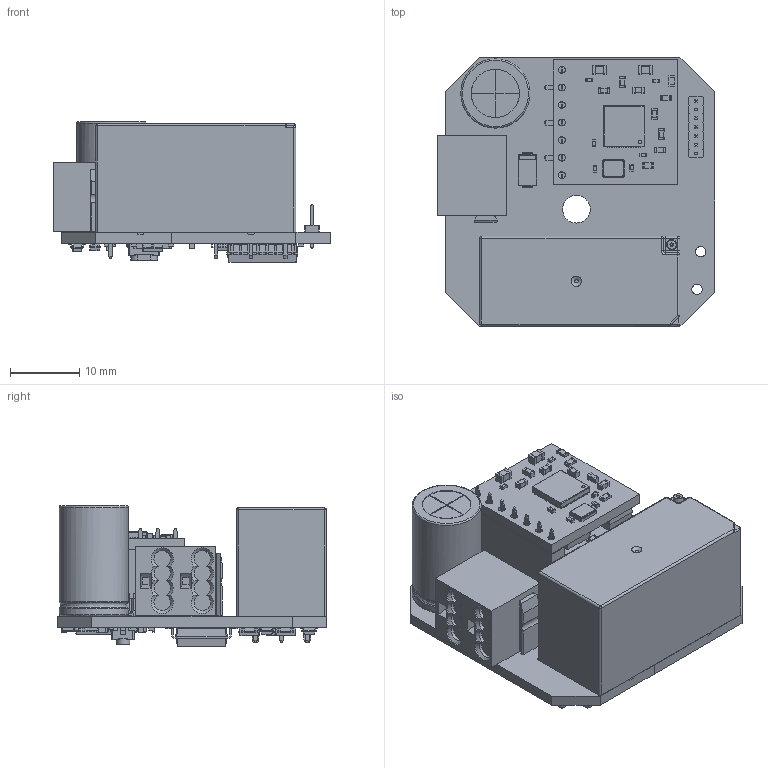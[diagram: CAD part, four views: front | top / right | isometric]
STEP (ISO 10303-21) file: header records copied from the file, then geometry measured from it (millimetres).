
FILE_DESCRIPTION(('FreeCAD Model'),'2;1');
FILE_NAME('KUPS-ACT-1ACM_V00.03.step','2021-05-20T12:34:59',('Author'),(''), 'Open CASCADE STEP processor 7.3','FreeCAD','Unknown');
FILE_SCHEMA(('AUTOMOTIVE_DESIGN { 1 0 10303 214 1 1 1 1 }'));
Length unit declared in the file: millimetre
Products named in the file (49): KUPS-ACT-1ACM; Board_Geoms_9f5a; Local_CS_9f5a; Pcb_9f5a; PCB_Sketch_9f5a; Step_Models_9f5a; Top_9f5a; RLY1_HFE20-1_60A5824C; R9_R_0603_1608Metric_60A1507E; R8_R_0603_1608Metric_60A1506D; C9_C_0603_1608Metric_60A14C5A; U2_SSOP_8_39x505mm_P127mm_5FDFD043; J2_PinHeader_1x07_P127mm_Vertical_607AE89B; J1__243-212_606D6D0F; C6_C_0603_1608Metric_5FDFCC1F; C12_C_0603_1608Metric_60381423; GN1_PinSocket_1x07_P254mm_Vertical_600069B7; GN1_NanoBCU_V00.10_wo_headers_600069B7[2]; GN1_PinHeader_1x07_P254mm_Vertical_SMD_Pin1Left_600069B7[3]; C10_C_Radial_D100mm_H160mm_P500mm_602859B2; D1_D_SMA_5FE16A19; Bot_9f5a; R2_R_0603_1608Metric_60A63875; D4_SOT_23_60A54C35; R20_R_1206_3216Metric_5FE1239B; R7_R_0603_1608Metric_606D8ECB; R6_R_0603_1608Metric_606D8EBA; C8_C_0603_1608Metric_606D8AE4; R4_R_0603_1608Metric_606D66D5; R3_R_0603_1608Metric_606D66C4; C7_C_0603_1608Metric_606D6BFE; R23_R_0805_2012Metric_6069E259; R22_R_0805_2012Metric_6069E248; SW1_SKRPACE010_v4_60637567; R19_R_0603_1608Metric_6032C9EB; R18_R_0603_1608Metric_6032C9DA; C5_C_0603_1608Metric_5FDFCC3D; C4_C_0603_1608Metric_60A553C8; C3_C_0603_1608Metric_5FDFCC0E; C2_C_0603_1608Metric_5FDFCB7F ...
Assembly tree (48 placements, depth 4):
  KUPS-ACT-1ACM
    Board_Geoms_9f5a
      Local_CS_9f5a
      Pcb_9f5a
      PCB_Sketch_9f5a
    Step_Models_9f5a
      Top_9f5a
        RLY1_HFE20-1_60A5824C
        R9_R_0603_1608Metric_60A1507E
        R8_R_0603_1608Metric_60A1506D
        C9_C_0603_1608Metric_60A14C5A
        U2_SSOP_8_39x505mm_P127mm_5FDFD043
        J2_PinHeader_1x07_P127mm_Vertical_607AE89B
        J1__243-212_606D6D0F
        C6_C_0603_1608Metric_5FDFCC1F
        C12_C_0603_1608Metric_60381423
        GN1_PinSocket_1x07_P254mm_Vertical_600069B7
        GN1_NanoBCU_V00.10_wo_headers_600069B7[2]
        GN1_PinHeader_1x07_P254mm_Vertical_SMD_Pin1Left_600069B7[3]
        C10_C_Radial_D100mm_H160mm_P500mm_602859B2
        D1_D_SMA_5FE16A19
      Bot_9f5a
        R2_R_0603_1608Metric_60A63875
        D4_SOT_23_60A54C35
        R20_R_1206_3216Metric_5FE1239B
        R7_R_0603_1608Metric_606D8ECB
        R6_R_0603_1608Metric_606D8EBA
        C8_C_0603_1608Metric_606D8AE4
        R4_R_0603_1608Metric_606D66D5
        R3_R_0603_1608Metric_606D66C4
        C7_C_0603_1608Metric_606D6BFE
        R23_R_0805_2012Metric_6069E259
        R22_R_0805_2012Metric_6069E248
        SW1_SKRPACE010_v4_60637567
        R19_R_0603_1608Metric_6032C9EB
        R18_R_0603_1608Metric_6032C9DA
        C5_C_0603_1608Metric_5FDFCC3D
        C4_C_0603_1608Metric_60A553C8
        C3_C_0603_1608Metric_5FDFCC0E
        C2_C_0603_1608Metric_5FDFCB7F
        U3_SOIC_16W_75x103mm_P127mm_5FFDBC35
        U1_TQFP_48_7x7mm_P05mm_5FDFD08A
        Q2_SOT_23_5FE11054
        Q1_SOT_23_5FE11040
        D3_D_SOD_323_5FE10E68
        D2_D_SOD_323_5FE10E49
        R1_R_0603_1608Metric_602858F9
        LED1_LED_0603_1608Metric_6069D1A8
        C1_C_0603_1608Metric_5FDFCC5D
Bounding box: 40.12 x 39 x 20.35 mm (x, y, z)
Volume: 7505.4 mm3; surface area: 12370.2 mm2
Topology: 78 solids, 79 shells, 5128 faces, 13336 edges, 8539 vertices
Faces by surface type: plane 3492, cylinder 1096, bspline 467, torus 36, sphere 18, cone 16, revolution 3
Full cylindrical faces by diameter (mm): 0.2 x1, 0.5 x2, 0.6 x3, 0.65 x7, 0.8 x5, 1 x13, 1.1 x2, 1.3 x2, 1.5 x2, 4 x1, 6.3 x2, 7 x3, 10 x2
Entity records: 202468 total; most frequent: CARTESIAN_POINT 41365, ORIENTED_EDGE 26616, DIRECTION 24368, EDGE_CURVE 13308, LINE 10413, VECTOR 10413, VERTEX_POINT 8520, AXIS2_PLACEMENT_3D 6976
